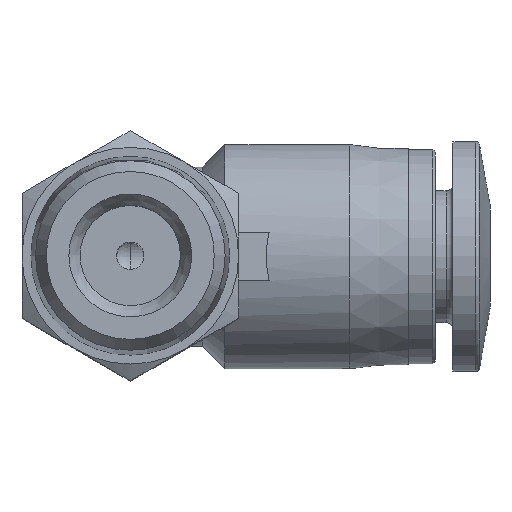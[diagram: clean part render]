
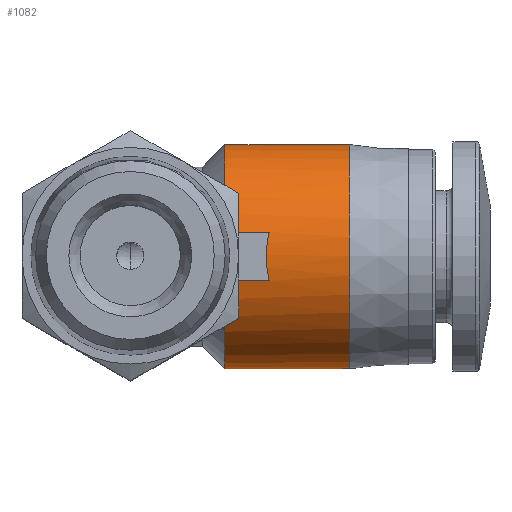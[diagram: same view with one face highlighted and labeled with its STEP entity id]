
A CAD part, top view. The second image highlights one B-rep face of the part: STEP entity #1082.
In plain terms, the highlighted cylindrical face has radius 5.75 mm (diameter 11.5 mm), a full revolution.
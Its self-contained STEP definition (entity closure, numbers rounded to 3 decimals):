
#44=LINE('',#1475,#56);
#46=LINE('',#1489,#58);
#56=VECTOR('',#1234,1000.);
#58=VECTOR('',#1238,1000.);
#141=CIRCLE('',#1166,5.75);
#142=CIRCLE('',#1168,5.75);
#299=ORIENTED_EDGE('',*,*,#417,.F.);
#300=ORIENTED_EDGE('',*,*,#361,.F.);
#301=ORIENTED_EDGE('',*,*,#413,.T.);
#302=ORIENTED_EDGE('',*,*,#365,.T.);
#303=ORIENTED_EDGE('',*,*,#416,.T.);
#361=EDGE_CURVE('',#451,#452,#44,.F.);
#365=EDGE_CURVE('',#454,#453,#46,.F.);
#413=EDGE_CURVE('',#451,#454,#506,.F.);
#416=EDGE_CURVE('',#453,#452,#141,.T.);
#417=EDGE_CURVE('',#483,#483,#142,.T.);
#451=VERTEX_POINT('',#1476);
#452=VERTEX_POINT('',#1477);
#453=VERTEX_POINT('',#1488);
#454=VERTEX_POINT('',#1490);
#483=VERTEX_POINT('',#1671);
#506=ELLIPSE('',#1160,8.132,5.75);
#545=EDGE_LOOP('',(#299));
#546=EDGE_LOOP('',(#300,#301,#302,#303));
#624=FACE_BOUND('',#545,.T.);
#625=FACE_BOUND('',#546,.T.);
#668=CYLINDRICAL_SURFACE('',#1167,5.75);
#1082=ADVANCED_FACE('',(#624,#625),#668,.T.);
#1160=AXIS2_PLACEMENT_3D('',#1662,#1326,#1327);
#1166=AXIS2_PLACEMENT_3D('',#1668,#1338,#1339);
#1167=AXIS2_PLACEMENT_3D('',#1669,#1340,#1341);
#1168=AXIS2_PLACEMENT_3D('',#1670,#1342,#1343);
#1234=DIRECTION('',(1.,0.,0.));
#1238=DIRECTION('',(1.,0.,0.));
#1326=DIRECTION('',(-0.707,0.,-0.707));
#1327=DIRECTION('',(0.707,0.,-0.707));
#1338=DIRECTION('',(1.,0.,0.));
#1339=DIRECTION('',(0.,0.,-1.));
#1340=DIRECTION('',(1.,0.,0.));
#1341=DIRECTION('',(0.,0.,-1.));
#1342=DIRECTION('',(1.,0.,0.));
#1343=DIRECTION('',(0.,0.,-1.));
#1475=CARTESIAN_POINT('',(18.45,1.25,5.612));
#1476=CARTESIAN_POINT('',(7.115,1.25,5.612));
#1477=CARTESIAN_POINT('',(4.85,1.25,5.612));
#1488=CARTESIAN_POINT('',(4.85,-1.25,5.612));
#1489=CARTESIAN_POINT('',(18.45,-1.25,5.612));
#1490=CARTESIAN_POINT('',(7.115,-1.25,5.612));
#1662=CARTESIAN_POINT('',(12.728,0.,0.));
#1668=CARTESIAN_POINT('',(4.85,0.,0.));
#1669=CARTESIAN_POINT('',(18.45,0.,0.));
#1670=CARTESIAN_POINT('',(11.25,0.,0.));
#1671=CARTESIAN_POINT('',(11.25,0.,-5.75));
